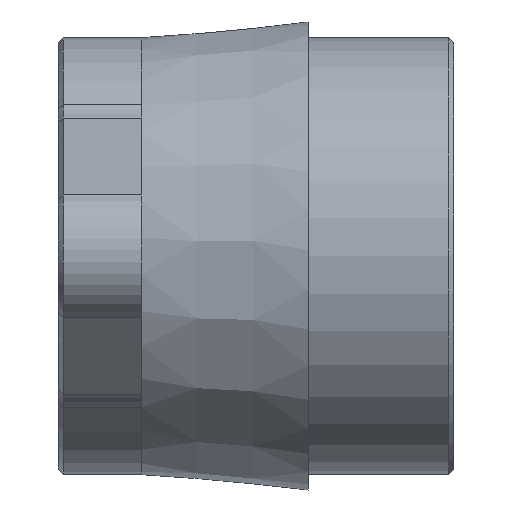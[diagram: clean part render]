
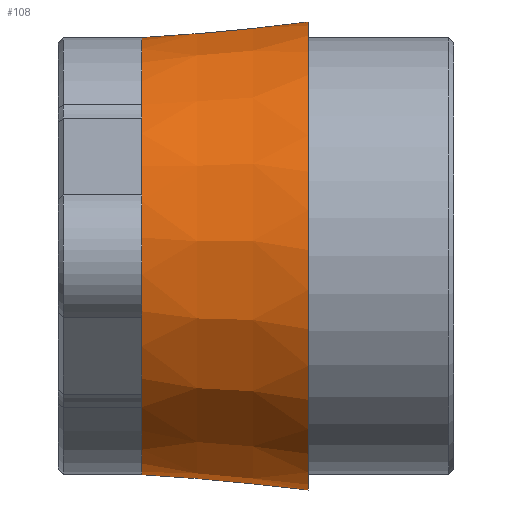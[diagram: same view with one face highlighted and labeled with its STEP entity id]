
A CAD part, front view. The second image highlights one B-rep face of the part: STEP entity #108.
In plain terms, the highlighted conical face has half-angle 5.356 degrees and reference radius 22.5 mm.
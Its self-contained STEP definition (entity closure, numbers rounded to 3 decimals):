
#48=CONICAL_SURFACE('',#667,22.5,5.356);
#74=FACE_BOUND('',#191,.T.);
#75=FACE_BOUND('',#192,.T.);
#108=ADVANCED_FACE('',(#74,#75),#48,.T.);
#191=EDGE_LOOP('',(#299,#300,#301,#302));
#192=EDGE_LOOP('',(#303));
#243=CIRCLE('',#649,21.);
#251=CIRCLE('',#662,22.5);
#252=CIRCLE('',#664,21.);
#253=CIRCLE('',#665,21.);
#254=CIRCLE('',#666,21.);
#299=ORIENTED_EDGE('',*,*,#508,.F.);
#300=ORIENTED_EDGE('',*,*,#509,.F.);
#301=ORIENTED_EDGE('',*,*,#510,.F.);
#302=ORIENTED_EDGE('',*,*,#499,.F.);
#303=ORIENTED_EDGE('',*,*,#507,.T.);
#443=VERTEX_POINT('',#943);
#446=VERTEX_POINT('',#948);
#454=VERTEX_POINT('',#970);
#455=VERTEX_POINT('',#973);
#456=VERTEX_POINT('',#975);
#499=EDGE_CURVE('',#446,#443,#243,.T.);
#507=EDGE_CURVE('',#454,#454,#251,.T.);
#508=EDGE_CURVE('',#455,#446,#252,.T.);
#509=EDGE_CURVE('',#456,#455,#253,.T.);
#510=EDGE_CURVE('',#443,#456,#254,.T.);
#649=AXIS2_PLACEMENT_3D('',#949,#739,#740);
#662=AXIS2_PLACEMENT_3D('',#969,#765,#766);
#664=AXIS2_PLACEMENT_3D('',#972,#769,#770);
#665=AXIS2_PLACEMENT_3D('',#974,#771,#772);
#666=AXIS2_PLACEMENT_3D('',#976,#773,#774);
#667=AXIS2_PLACEMENT_3D('',#977,#775,#776);
#739=DIRECTION('',(-1.,0.,0.));
#740=DIRECTION('',(0.,0.,1.));
#765=DIRECTION('',(-1.,0.,0.));
#766=DIRECTION('',(0.,0.,1.));
#769=DIRECTION('',(-1.,0.,0.));
#770=DIRECTION('',(0.,0.,1.));
#771=DIRECTION('',(-1.,0.,0.));
#772=DIRECTION('',(0.,0.,1.));
#773=DIRECTION('',(-1.,0.,0.));
#774=DIRECTION('',(0.,-1.,0.));
#775=DIRECTION('',(1.,0.,0.));
#776=DIRECTION('',(0.,0.,-1.));
#943=CARTESIAN_POINT('',(8.,-15.148,-14.544));
#948=CARTESIAN_POINT('',(8.,15.148,-14.544));
#949=CARTESIAN_POINT('',(8.,0.,0.));
#969=CARTESIAN_POINT('',(24.,0.,0.));
#970=CARTESIAN_POINT('',(24.,0.,22.5));
#972=CARTESIAN_POINT('',(8.,0.,0.));
#973=CARTESIAN_POINT('',(8.,15.148,14.544));
#974=CARTESIAN_POINT('',(8.,0.,0.));
#975=CARTESIAN_POINT('',(8.,-15.148,14.544));
#976=CARTESIAN_POINT('',(8.,0.,0.));
#977=CARTESIAN_POINT('',(24.,0.,0.));
